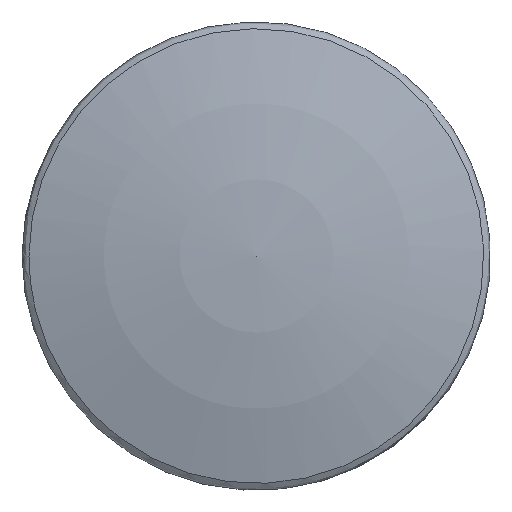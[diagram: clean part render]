
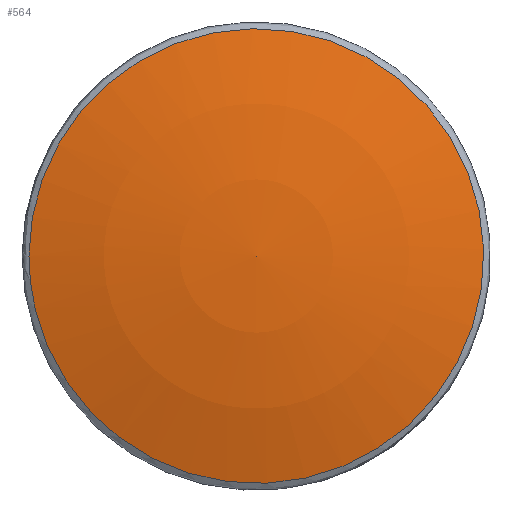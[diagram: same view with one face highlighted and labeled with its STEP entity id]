
A CAD part, top view. The second image highlights one B-rep face of the part: STEP entity #564.
In plain terms, the highlighted spherical face has radius 18.207 mm.
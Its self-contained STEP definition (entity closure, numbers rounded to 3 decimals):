
#377 = ( BOUNDED_SURFACE() B_SPLINE_SURFACE(2,13,(
    (#378,#379,#380,#381,#382,#383,#384,#385,#386,#387,#388,#389,#390
      ,#391)
    ,(#392,#393,#394,#395,#396,#397,#398,#399,#400,#401,#402,#403,#404
      ,#405)
    ,(#406,#407,#408,#409,#410,#411,#412,#413,#414,#415,#416,#417,#418
,#419
    )),.UNSPECIFIED.,.F.,.T.,.F.) B_SPLINE_SURFACE_WITH_KNOTS((3,3),(14,
    14),(0.,31.416),(0.,31.416),
.PIECEWISE_BEZIER_KNOTS.) GEOMETRIC_REPRESENTATION_ITEM() 
RATIONAL_B_SPLINE_SURFACE((
    (1.,1.,1.,1.,1.,1.
      ,1.,1.,1.,1.
      ,1.,1.,1.,1.)
    ,(0.796,0.796,0.796,0.796
      ,0.796,0.796,0.796,0.796
      ,0.796,0.796,0.796,0.796
      ,0.796,0.796)
    ,(1.,1.,1.,1.,1.,1.
      ,1.,1.,1.,1.
,1.,1.,1.,1.))) REPRESENTATION_ITEM('') SURFACE() );
#378 = CARTESIAN_POINT('',(-5.,0.,0.548));
#379 = CARTESIAN_POINT('',(-5.,2.382,0.548
    ));
#380 = CARTESIAN_POINT('',(-3.769,4.818,0.548
    ));
#381 = CARTESIAN_POINT('',(-1.236,6.56,0.548
    ));
#382 = CARTESIAN_POINT('',(2.25,6.828,0.548));
#383 = CARTESIAN_POINT('',(5.261,4.971,0.548)
  );
#384 = CARTESIAN_POINT('',(7.47,2.26,0.548)
  );
#385 = CARTESIAN_POINT('',(7.47,-2.26,0.548
    ));
#386 = CARTESIAN_POINT('',(5.261,-4.971,0.548)
  );
#387 = CARTESIAN_POINT('',(2.25,-6.828,0.548)
  );
#388 = CARTESIAN_POINT('',(-1.236,-6.56,0.548
    ));
#389 = CARTESIAN_POINT('',(-3.769,-4.818,
    0.548));
#390 = CARTESIAN_POINT('',(-5.,-2.382,0.548));
#391 = CARTESIAN_POINT('',(-5.,0.,0.548));
#392 = CARTESIAN_POINT('',(-5.,0.,0.701));
#393 = CARTESIAN_POINT('',(-5.,2.382,0.701
    ));
#394 = CARTESIAN_POINT('',(-3.769,4.818,0.701
    ));
#395 = CARTESIAN_POINT('',(-1.236,6.56,0.701
    ));
#396 = CARTESIAN_POINT('',(2.25,6.828,0.701)
  );
#397 = CARTESIAN_POINT('',(5.261,4.971,0.701)
  );
#398 = CARTESIAN_POINT('',(7.47,2.26,0.701)
  );
#399 = CARTESIAN_POINT('',(7.47,-2.26,0.701
    ));
#400 = CARTESIAN_POINT('',(5.261,-4.971,0.701));
#401 = CARTESIAN_POINT('',(2.25,-6.828,0.701
    ));
#402 = CARTESIAN_POINT('',(-1.236,-6.56,
    0.701));
#403 = CARTESIAN_POINT('',(-3.769,-4.818,
    0.701));
#404 = CARTESIAN_POINT('',(-5.,-2.382,
    0.701));
#405 = CARTESIAN_POINT('',(-5.,0.,0.701));
#406 = CARTESIAN_POINT('',(-4.853,0.,
    0.741));
#407 = CARTESIAN_POINT('',(-4.853,2.312,0.741
    ));
#408 = CARTESIAN_POINT('',(-3.659,4.677,0.741
    ));
#409 = CARTESIAN_POINT('',(-1.2,6.368,0.741
    ));
#410 = CARTESIAN_POINT('',(2.184,6.628,0.741)
  );
#411 = CARTESIAN_POINT('',(5.107,4.825,0.741)
  );
#412 = CARTESIAN_POINT('',(7.25,2.194,0.741)
  );
#413 = CARTESIAN_POINT('',(7.25,-2.194,0.741
    ));
#414 = CARTESIAN_POINT('',(5.107,-4.825,0.741
    ));
#415 = CARTESIAN_POINT('',(2.184,-6.628,0.741)
  );
#416 = CARTESIAN_POINT('',(-1.2,-6.368,
    0.741));
#417 = CARTESIAN_POINT('',(-3.659,-4.677,
    0.741));
#418 = CARTESIAN_POINT('',(-4.853,-2.312,
    0.741));
#419 = CARTESIAN_POINT('',(-4.853,0.,
    0.741));
#464 = VERTEX_POINT('',#465);
#465 = CARTESIAN_POINT('',(-4.853,0.,
    0.741));
#484 = EDGE_CURVE('',#464,#464,#485,.T.);
#485 = SURFACE_CURVE('',#486,(#501,#507),.PCURVE_S1.);
#486 = ( BOUNDED_CURVE() B_SPLINE_CURVE(13,(#487,#488,#489,#490,#491,
    #492,#493,#494,#495,#496,#497,#498,#499,#500),.UNSPECIFIED.,.T.,.F.)
 B_SPLINE_CURVE_WITH_KNOTS((14,14),(0.,31.416),
.PIECEWISE_BEZIER_KNOTS.) CURVE() GEOMETRIC_REPRESENTATION_ITEM() 
RATIONAL_B_SPLINE_CURVE((1.,1.,1.,1.,
    1.,1.,1.,1.,
    1.,1.,1.,1.,1.,1.)) 
REPRESENTATION_ITEM('') );
#487 = CARTESIAN_POINT('',(-4.853,0.,
    0.741));
#488 = CARTESIAN_POINT('',(-4.853,2.312,0.741
    ));
#489 = CARTESIAN_POINT('',(-3.659,4.677,0.741
    ));
#490 = CARTESIAN_POINT('',(-1.2,6.368,0.741
    ));
#491 = CARTESIAN_POINT('',(2.184,6.628,0.741)
  );
#492 = CARTESIAN_POINT('',(5.107,4.825,0.741)
  );
#493 = CARTESIAN_POINT('',(7.25,2.194,0.741)
  );
#494 = CARTESIAN_POINT('',(7.25,-2.194,0.741
    ));
#495 = CARTESIAN_POINT('',(5.107,-4.825,0.741
    ));
#496 = CARTESIAN_POINT('',(2.184,-6.628,0.741)
  );
#497 = CARTESIAN_POINT('',(-1.2,-6.368,
    0.741));
#498 = CARTESIAN_POINT('',(-3.659,-4.677,
    0.741));
#499 = CARTESIAN_POINT('',(-4.853,-2.312,
    0.741));
#500 = CARTESIAN_POINT('',(-4.853,0.,
    0.741));
#501 = PCURVE('',#377,#502);
#502 = DEFINITIONAL_REPRESENTATION('',(#503),#506);
#503 = B_SPLINE_CURVE_WITH_KNOTS('',1,(#504,#505),.UNSPECIFIED.,.F.,.F.,
  (2,2),(0.,31.416),.PIECEWISE_BEZIER_KNOTS.);
#504 = CARTESIAN_POINT('',(31.416,0.));
#505 = CARTESIAN_POINT('',(31.416,31.416));
#506 = ( GEOMETRIC_REPRESENTATION_CONTEXT(2) 
PARAMETRIC_REPRESENTATION_CONTEXT() REPRESENTATION_CONTEXT('2D SPACE',''
  ) );
#507 = PCURVE('',#508,#513);
#508 = SPHERICAL_SURFACE('',#509,18.207);
#509 = AXIS2_PLACEMENT_3D('',#510,#511,#512);
#510 = CARTESIAN_POINT('',(0.,0.,-16.807));
#511 = DIRECTION('',(0.,0.,1.));
#512 = DIRECTION('',(-1.,0.,0.));
#513 = DEFINITIONAL_REPRESENTATION('',(#514),#535);
#514 = B_SPLINE_CURVE_WITH_KNOTS('',10,(#515,#516,#517,#518,#519,#520,
    #521,#522,#523,#524,#525,#526,#527,#528,#529,#530,#531,#532,#533,
    #534),.UNSPECIFIED.,.F.,.F.,(11,9,11),(0.,
    15.708,31.416),.UNSPECIFIED.);
#515 = CARTESIAN_POINT('',(0.,1.301));
#516 = CARTESIAN_POINT('',(-0.31,1.301));
#517 = CARTESIAN_POINT('',(-0.624,1.301));
#518 = CARTESIAN_POINT('',(-0.94,1.301));
#519 = CARTESIAN_POINT('',(-1.257,1.301));
#520 = CARTESIAN_POINT('',(-1.57,1.301));
#521 = CARTESIAN_POINT('',(-1.885,1.301));
#522 = CARTESIAN_POINT('',(-2.199,1.301));
#523 = CARTESIAN_POINT('',(-2.513,1.301));
#524 = CARTESIAN_POINT('',(-2.827,1.301));
#525 = CARTESIAN_POINT('',(-3.456,1.301));
#526 = CARTESIAN_POINT('',(-3.77,1.301));
#527 = CARTESIAN_POINT('',(-4.084,1.301));
#528 = CARTESIAN_POINT('',(-4.398,1.301));
#529 = CARTESIAN_POINT('',(-4.713,1.301));
#530 = CARTESIAN_POINT('',(-5.027,1.301));
#531 = CARTESIAN_POINT('',(-5.344,1.301));
#532 = CARTESIAN_POINT('',(-5.659,1.301));
#533 = CARTESIAN_POINT('',(-5.974,1.301));
#534 = CARTESIAN_POINT('',(-6.283,1.301));
#535 = ( GEOMETRIC_REPRESENTATION_CONTEXT(2) 
PARAMETRIC_REPRESENTATION_CONTEXT() REPRESENTATION_CONTEXT('2D SPACE',''
  ) );
#564 = ADVANCED_FACE('',(#565),#508,.T.);
#565 = FACE_BOUND('',#566,.F.);
#566 = EDGE_LOOP('',(#567,#589,#590));
#567 = ORIENTED_EDGE('',*,*,#568,.F.);
#568 = EDGE_CURVE('',#464,#569,#571,.T.);
#569 = VERTEX_POINT('',#570);
#570 = CARTESIAN_POINT('',(0.,0.,1.4));
#571 = SEAM_CURVE('',#572,(#577,#583),.PCURVE_S1.);
#572 = CIRCLE('',#573,18.207);
#573 = AXIS2_PLACEMENT_3D('',#574,#575,#576);
#574 = CARTESIAN_POINT('',(0.,0.,-16.807));
#575 = DIRECTION('',(0.,1.,0.));
#576 = DIRECTION('',(-1.,0.,-0.));
#577 = PCURVE('',#508,#578);
#578 = DEFINITIONAL_REPRESENTATION('',(#579),#582);
#579 = B_SPLINE_CURVE_WITH_KNOTS('',1,(#580,#581),.UNSPECIFIED.,.F.,.F.,
  (2,2),(1.301,1.571),.PIECEWISE_BEZIER_KNOTS.);
#580 = CARTESIAN_POINT('',(0.,1.301));
#581 = CARTESIAN_POINT('',(0.,1.571));
#582 = ( GEOMETRIC_REPRESENTATION_CONTEXT(2) 
PARAMETRIC_REPRESENTATION_CONTEXT() REPRESENTATION_CONTEXT('2D SPACE',''
  ) );
#583 = PCURVE('',#508,#584);
#584 = DEFINITIONAL_REPRESENTATION('',(#585),#588);
#585 = B_SPLINE_CURVE_WITH_KNOTS('',1,(#586,#587),.UNSPECIFIED.,.F.,.F.,
  (2,2),(1.301,1.571),.PIECEWISE_BEZIER_KNOTS.);
#586 = CARTESIAN_POINT('',(-6.283,1.301));
#587 = CARTESIAN_POINT('',(-6.283,1.571));
#588 = ( GEOMETRIC_REPRESENTATION_CONTEXT(2) 
PARAMETRIC_REPRESENTATION_CONTEXT() REPRESENTATION_CONTEXT('2D SPACE',''
  ) );
#589 = ORIENTED_EDGE('',*,*,#484,.T.);
#590 = ORIENTED_EDGE('',*,*,#568,.T.);
